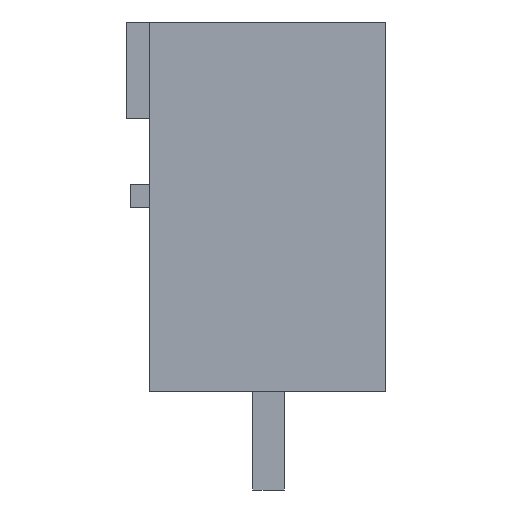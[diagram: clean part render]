
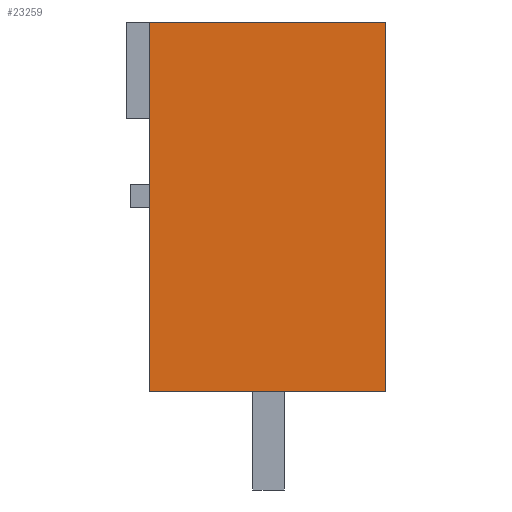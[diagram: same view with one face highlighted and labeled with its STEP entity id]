
A CAD part, left-side view. The second image highlights one B-rep face of the part: STEP entity #23259.
In plain terms, the highlighted planar face has unit normal (-1, 0, 0).
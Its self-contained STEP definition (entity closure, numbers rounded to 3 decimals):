
#23246=AXIS2_PLACEMENT_3D('Plane Axis2P3D',#23243,#23244,#23245) ;
#89=CARTESIAN_POINT('Vertex',(0.,0.,15.2)) ;
#124=CARTESIAN_POINT('Vertex',(0.,7.68,15.2)) ;
#127=CARTESIAN_POINT('Line Origine',(0.,3.84,15.2)) ;
#1335=CARTESIAN_POINT('Line Origine',(0.,0.,9.2)) ;
#1339=CARTESIAN_POINT('Vertex',(0.,0.,3.2)) ;
#1449=CARTESIAN_POINT('Vertex',(0.,7.68,3.2)) ;
#1459=CARTESIAN_POINT('Line Origine',(0.,3.84,3.2)) ;
#23243=CARTESIAN_POINT('Axis2P3D Location',(0.,-2.74,15.2)) ;
#23248=CARTESIAN_POINT('Line Origine',(0.,7.68,9.2)) ;
#128=DIRECTION('Vector Direction',(0.,1.,0.)) ;
#1336=DIRECTION('Vector Direction',(0.,0.,-1.)) ;
#1460=DIRECTION('Vector Direction',(0.,1.,0.)) ;
#23244=DIRECTION('Axis2P3D Direction',(-1.,0.,0.)) ;
#23245=DIRECTION('Axis2P3D XDirection',(0.,1.,0.)) ;
#23249=DIRECTION('Vector Direction',(0.,0.,-1.)) ;
#129=VECTOR('Line Direction',#128,1.) ;
#1337=VECTOR('Line Direction',#1336,1.) ;
#1461=VECTOR('Line Direction',#1460,1.) ;
#23250=VECTOR('Line Direction',#23249,1.) ;
#23254=ORIENTED_EDGE('',*,*,#131,.T.) ;
#23255=ORIENTED_EDGE('',*,*,#23252,.T.) ;
#23256=ORIENTED_EDGE('',*,*,#1463,.F.) ;
#23257=ORIENTED_EDGE('',*,*,#1341,.F.) ;
#23259=ADVANCED_FACE('Body',(#23258),#23247,.T.) ;
#131=EDGE_CURVE('',#90,#125,#130,.T.) ;
#1341=EDGE_CURVE('',#90,#1340,#1338,.T.) ;
#1463=EDGE_CURVE('',#1340,#1450,#1462,.T.) ;
#23252=EDGE_CURVE('',#125,#1450,#23251,.T.) ;
#23253=EDGE_LOOP('',(#23254,#23255,#23256,#23257)) ;
#23258=FACE_OUTER_BOUND('',#23253,.T.) ;
#130=LINE('Line',#127,#129) ;
#1338=LINE('Line',#1335,#1337) ;
#1462=LINE('Line',#1459,#1461) ;
#23251=LINE('Line',#23248,#23250) ;
#23247=PLANE('',#23246) ;
#90=VERTEX_POINT('',#89) ;
#125=VERTEX_POINT('',#124) ;
#1340=VERTEX_POINT('',#1339) ;
#1450=VERTEX_POINT('',#1449) ;
